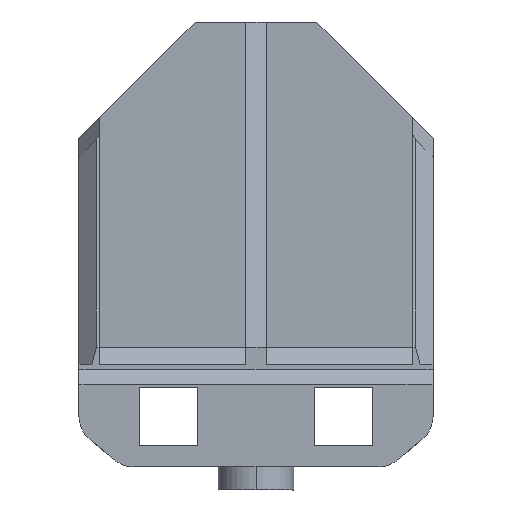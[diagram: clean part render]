
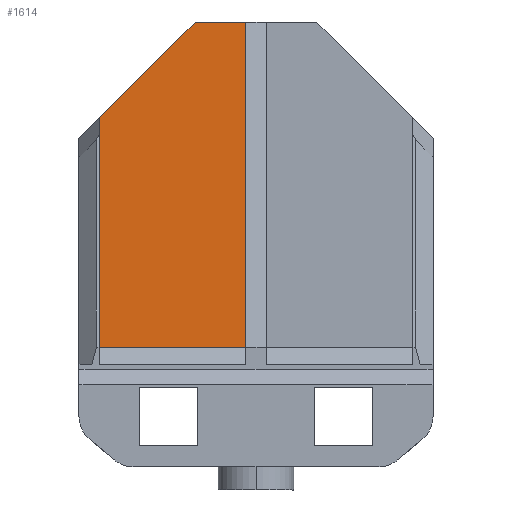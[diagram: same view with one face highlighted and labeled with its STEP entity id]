
A CAD part, left-side view. The second image highlights one B-rep face of the part: STEP entity #1614.
In plain terms, the highlighted planar face has unit normal (-1, 0, 0).
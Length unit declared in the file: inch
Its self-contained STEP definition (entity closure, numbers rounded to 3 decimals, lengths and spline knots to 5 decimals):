
#65 = LINE ( 'NONE', #1020, #2312 ) ;
#87 = EDGE_LOOP ( 'NONE', ( #544, #114, #1661, #359, #1654 ) ) ;
#114 = ORIENTED_EDGE ( 'NONE', *, *, #2168, .F. ) ;
#193 = VECTOR ( 'NONE', #2172, 39.37008 ) ;
#198 = LINE ( 'NONE', #2550, #1265 ) ;
#242 = EDGE_CURVE ( 'NONE', #1781, #2611, #1415, .T. ) ;
#359 = ORIENTED_EDGE ( 'NONE', *, *, #242, .F. ) ;
#544 = ORIENTED_EDGE ( 'NONE', *, *, #2084, .F. ) ;
#605 = CARTESIAN_POINT ( 'NONE',  ( -1.85039, 0.77264, 3.90059 ) ) ;
#611 = DIRECTION ( 'NONE',  ( 0., -0.707, 0.707 ) ) ;
#684 = DIRECTION ( 'NONE',  ( 1., 0., 0. ) ) ;
#841 = CARTESIAN_POINT ( 'NONE',  ( -1.85039, 0.41339, 4.25984 ) ) ;
#901 = VECTOR ( 'NONE', #2450, 39.37008 ) ;
#907 = VERTEX_POINT ( 'NONE', #1459 ) ;
#946 = VECTOR ( 'NONE', #611, 39.37008 ) ;
#1020 = CARTESIAN_POINT ( 'NONE',  ( -1.85039, -1.06299, 2.05512 ) ) ;
#1163 = EDGE_CURVE ( 'NONE', #907, #1781, #2337, .T. ) ;
#1179 = CARTESIAN_POINT ( 'NONE',  ( -1.85039, 0.5315, 4.25984 ) ) ;
#1265 = VECTOR ( 'NONE', #2561, 39.37008 ) ;
#1415 = LINE ( 'NONE', #605, #946 ) ;
#1459 = CARTESIAN_POINT ( 'NONE',  ( -1.85039, 1.06299, 2.05512 ) ) ;
#1471 = AXIS2_PLACEMENT_3D ( 'NONE', #1905, #684, #1913 ) ;
#1538 = LINE ( 'NONE', #1179, #901 ) ;
#1614 = ADVANCED_FACE ( 'NONE', ( #1767 ), #2345, .F. ) ;
#1654 = ORIENTED_EDGE ( 'NONE', *, *, #1163, .F. ) ;
#1656 = VERTEX_POINT ( 'NONE', #1720 ) ;
#1661 = ORIENTED_EDGE ( 'NONE', *, *, #1985, .F. ) ;
#1720 = CARTESIAN_POINT ( 'NONE',  ( -1.85039, 0.0689, 4.25984 ) ) ;
#1750 = CARTESIAN_POINT ( 'NONE',  ( -1.85039, 1.06299, 4.25984 ) ) ;
#1767 = FACE_OUTER_BOUND ( 'NONE', #87, .T. ) ;
#1781 = VERTEX_POINT ( 'NONE', #2166 ) ;
#1905 = CARTESIAN_POINT ( 'NONE',  ( -1.85039, 1.06299, 4.25984 ) ) ;
#1913 = DIRECTION ( 'NONE',  ( 0., 0., 1. ) ) ;
#1985 = EDGE_CURVE ( 'NONE', #2611, #1656, #1538, .T. ) ;
#2084 = EDGE_CURVE ( 'NONE', #2496, #907, #65, .T. ) ;
#2166 = CARTESIAN_POINT ( 'NONE',  ( -1.85039, 1.06299, 3.61024 ) ) ;
#2168 = EDGE_CURVE ( 'NONE', #1656, #2496, #198, .T. ) ;
#2172 = DIRECTION ( 'NONE',  ( 0., 0., 1. ) ) ;
#2312 = VECTOR ( 'NONE', #2696, 39.37008 ) ;
#2337 = LINE ( 'NONE', #1750, #193 ) ;
#2345 = PLANE ( 'NONE',  #1471 ) ;
#2450 = DIRECTION ( 'NONE',  ( 0., -1., 0. ) ) ;
#2496 = VERTEX_POINT ( 'NONE', #2697 ) ;
#2550 = CARTESIAN_POINT ( 'NONE',  ( -1.85039, 0.0689, 3.15748 ) ) ;
#2561 = DIRECTION ( 'NONE',  ( 0., 0., -1. ) ) ;
#2611 = VERTEX_POINT ( 'NONE', #841 ) ;
#2696 = DIRECTION ( 'NONE',  ( 0., 1., 0. ) ) ;
#2697 = CARTESIAN_POINT ( 'NONE',  ( -1.85039, 0.0689, 2.05512 ) ) ;
